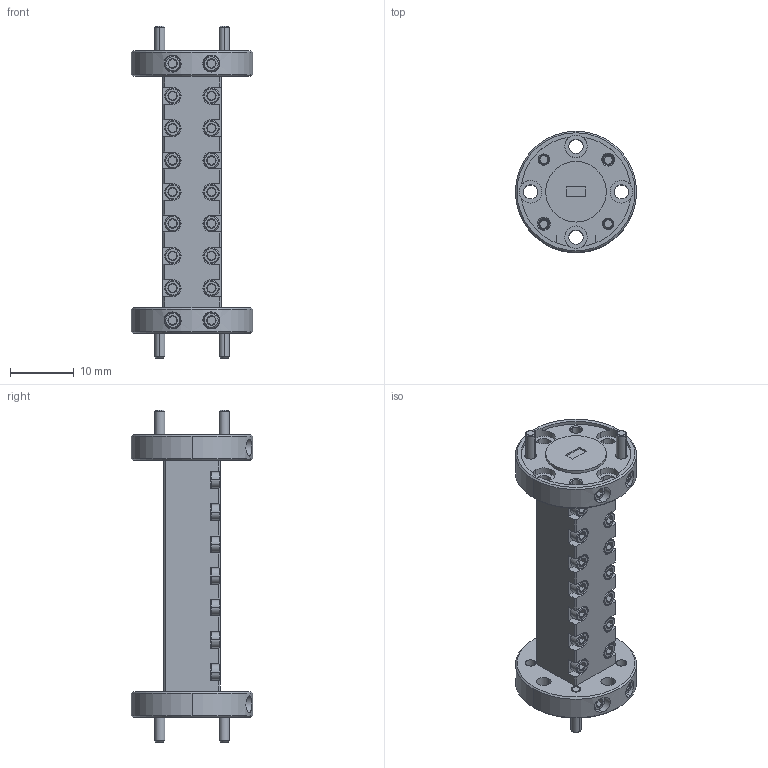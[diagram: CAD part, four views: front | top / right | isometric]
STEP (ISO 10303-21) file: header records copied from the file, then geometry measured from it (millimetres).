
FILE_DESCRIPTION (( 'STEP AP203' ), '1' );
FILE_NAME ('WF-BE-A-1.75.STEP', '2023-06-22T22:58:43', ( '' ), ( '' ), 'SwSTEP 2.0', 'SolidWorks 2021', '' );
FILE_SCHEMA (( 'CONFIG_CONTROL_DESIGN' ));
Length unit declared in the file: inch
Products named in the file (1): WF-BE-A-1.75
Bounding box: 19.05 x 19.05 x 52.2 mm (x, y, z)
Volume: 4843.3 mm3; surface area: 3883.6 mm2
Topology: 23 solids, 23 shells, 686 faces, 1456 edges, 864 vertices
Faces by surface type: plane 282, cone 238, cylinder 166
Entity records: 18891 total; most frequent: CARTESIAN_POINT 3881, DIRECTION 3282, ORIENTED_EDGE 2912, EDGE_CURVE 1456, AXIS2_PLACEMENT_3D 1273, VERTEX_POINT 864, EDGE_LOOP 766, VECTOR 736
